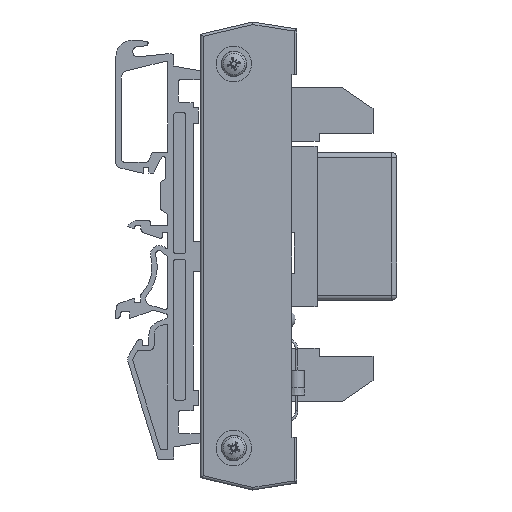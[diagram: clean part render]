
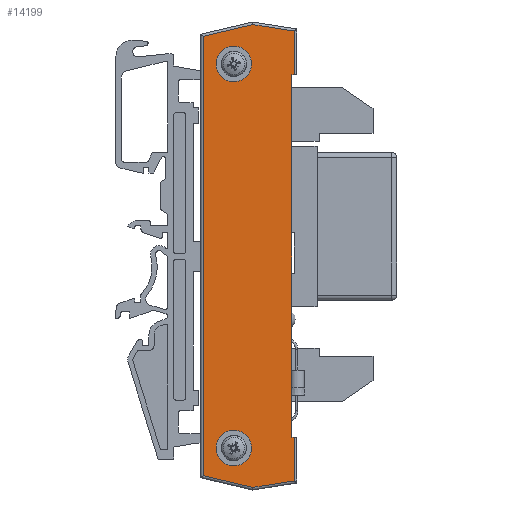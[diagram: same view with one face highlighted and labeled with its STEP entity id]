
A CAD part, left-side view. The second image highlights one B-rep face of the part: STEP entity #14199.
In plain terms, the highlighted face is planar.
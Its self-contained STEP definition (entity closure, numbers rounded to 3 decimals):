
#13738=CARTESIAN_POINT('',(-16.628,6.238,5.0));
#13739=VERTEX_POINT('',#13738);
#13746=CARTESIAN_POINT('',(54.672,6.238,5.0));
#13747=VERTEX_POINT('',#13746);
#13748=CARTESIAN_POINT('',(54.672,6.238,5.0));
#13749=DIRECTION('',(-1.0,0.0,0.0));
#13750=VECTOR('',#13749,71.3);
#13751=LINE('',#13748,#13750);
#13752=EDGE_CURVE('',#13747,#13739,#13751,.T.);
#13995=CARTESIAN_POINT('',(60.272,-5.162,5.0));
#13996=VERTEX_POINT('',#13995);
#13997=CARTESIAN_POINT('',(56.772,-5.162,5.0));
#13998=DIRECTION('',(0.0,0.0,-1.0));
#13999=DIRECTION('',(-1.0,0.0,0.0));
#14000=AXIS2_PLACEMENT_3D('',#13997,#13998,#13999);
#14001=CIRCLE('',#14000,3.5);
#14002=EDGE_CURVE('',#13996,#13996,#14001,.T.);
#14035=CARTESIAN_POINT('',(-15.228,-5.162,5.0));
#14036=VERTEX_POINT('',#14035);
#14037=CARTESIAN_POINT('',(-18.728,-5.162,5.0));
#14038=DIRECTION('',(0.0,0.0,-1.0));
#14039=DIRECTION('',(-1.0,0.0,0.0));
#14040=AXIS2_PLACEMENT_3D('',#14037,#14038,#14039);
#14041=CIRCLE('',#14040,3.5);
#14042=EDGE_CURVE('',#14036,#14036,#14041,.T.);
#14076=CARTESIAN_POINT('',(54.672,6.738,5.0));
#14077=VERTEX_POINT('',#14076);
#14078=CARTESIAN_POINT('',(54.672,6.738,5.0));
#14079=DIRECTION('',(0.0,-1.0,0.0));
#14080=VECTOR('',#14079,0.5);
#14081=LINE('',#14078,#14080);
#14082=EDGE_CURVE('',#14077,#13747,#14081,.T.);
#14107=CARTESIAN_POINT('',(-16.628,6.738,5.0));
#14108=VERTEX_POINT('',#14107);
#14116=CARTESIAN_POINT('',(-16.628,6.238,5.0));
#14117=DIRECTION('',(0.0,1.0,0.0));
#14118=VECTOR('',#14117,0.5);
#14119=LINE('',#14116,#14118);
#14120=EDGE_CURVE('',#13739,#14108,#14119,.T.);
#14129=CARTESIAN_POINT('',(19.022,-2.126,5.0));
#14130=DIRECTION('',(0.0,0.0,1.0));
#14131=DIRECTION('',(1.0,0.0,0.0));
#14132=AXIS2_PLACEMENT_3D('',#14129,#14130,#14131);
#14133=PLANE('',#14132);
#14134=ORIENTED_EDGE('',*,*,#14082,.T.);
#14135=ORIENTED_EDGE('',*,*,#13752,.T.);
#14136=ORIENTED_EDGE('',*,*,#14120,.T.);
#14137=CARTESIAN_POINT('',(-25.176,6.738,5.0));
#14138=VERTEX_POINT('',#14137);
#14139=CARTESIAN_POINT('',(-25.176,6.738,5.0));
#14140=DIRECTION('',(1.0,0.0,0.0));
#14141=VECTOR('',#14140,8.548);
#14142=LINE('',#14139,#14141);
#14143=EDGE_CURVE('',#14138,#14108,#14142,.T.);
#14144=ORIENTED_EDGE('',*,*,#14143,.F.);
#14145=CARTESIAN_POINT('',(-26.459,-1.405,5.0));
#14146=VERTEX_POINT('',#14145);
#14147=CARTESIAN_POINT('',(-26.459,-1.405,5.0));
#14148=DIRECTION('',(0.156,0.988,0.0));
#14149=VECTOR('',#14148,8.244);
#14150=LINE('',#14147,#14149);
#14151=EDGE_CURVE('',#14146,#14138,#14150,.T.);
#14152=ORIENTED_EDGE('',*,*,#14151,.F.);
#14153=CARTESIAN_POINT('',(-24.157,-11.162,5.0));
#14154=VERTEX_POINT('',#14153);
#14155=CARTESIAN_POINT('',(-24.157,-11.162,5.0));
#14156=DIRECTION('',(-0.23,0.973,0.0));
#14157=VECTOR('',#14156,10.024);
#14158=LINE('',#14155,#14157);
#14159=EDGE_CURVE('',#14154,#14146,#14158,.T.);
#14160=ORIENTED_EDGE('',*,*,#14159,.F.);
#14161=CARTESIAN_POINT('',(62.201,-11.162,5.0));
#14162=VERTEX_POINT('',#14161);
#14163=CARTESIAN_POINT('',(62.201,-11.162,5.0));
#14164=DIRECTION('',(-1.0,0.0,0.0));
#14165=VECTOR('',#14164,86.358);
#14166=LINE('',#14163,#14165);
#14167=EDGE_CURVE('',#14162,#14154,#14166,.T.);
#14168=ORIENTED_EDGE('',*,*,#14167,.F.);
#14169=CARTESIAN_POINT('',(64.503,-1.405,5.0));
#14170=VERTEX_POINT('',#14169);
#14171=CARTESIAN_POINT('',(64.503,-1.405,5.0));
#14172=DIRECTION('',(-0.23,-0.973,0.0));
#14173=VECTOR('',#14172,10.024);
#14174=LINE('',#14171,#14173);
#14175=EDGE_CURVE('',#14170,#14162,#14174,.T.);
#14176=ORIENTED_EDGE('',*,*,#14175,.F.);
#14177=CARTESIAN_POINT('',(63.22,6.738,5.0));
#14178=VERTEX_POINT('',#14177);
#14179=CARTESIAN_POINT('',(63.22,6.738,5.0));
#14180=DIRECTION('',(0.156,-0.988,0.0));
#14181=VECTOR('',#14180,8.244);
#14182=LINE('',#14179,#14181);
#14183=EDGE_CURVE('',#14178,#14170,#14182,.T.);
#14184=ORIENTED_EDGE('',*,*,#14183,.F.);
#14185=CARTESIAN_POINT('',(54.672,6.738,5.0));
#14186=DIRECTION('',(1.0,0.0,0.0));
#14187=VECTOR('',#14186,8.548);
#14188=LINE('',#14185,#14187);
#14189=EDGE_CURVE('',#14077,#14178,#14188,.T.);
#14190=ORIENTED_EDGE('',*,*,#14189,.F.);
#14191=EDGE_LOOP('',(#14134,#14135,#14136,#14144,#14152,#14160,#14168,#14176,#14184,#14190));
#14192=FACE_OUTER_BOUND('',#14191,.T.);
#14193=ORIENTED_EDGE('',*,*,#14002,.T.);
#14194=EDGE_LOOP('',(#14193));
#14195=FACE_BOUND('',#14194,.T.);
#14196=ORIENTED_EDGE('',*,*,#14042,.T.);
#14197=EDGE_LOOP('',(#14196));
#14198=FACE_BOUND('',#14197,.T.);
#14199=ADVANCED_FACE('',(#14192,#14195,#14198),#14133,.T.);
